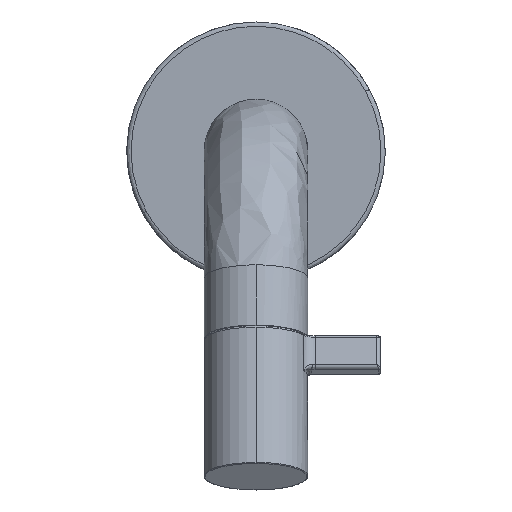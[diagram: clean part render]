
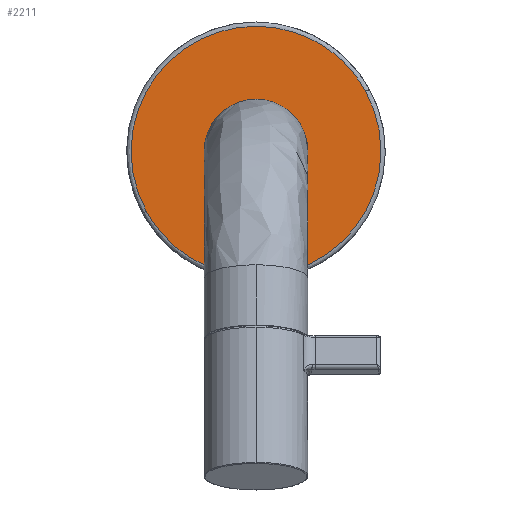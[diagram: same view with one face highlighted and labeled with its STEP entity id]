
A CAD part, top view. The second image highlights one B-rep face of the part: STEP entity #2211.
In plain terms, the highlighted planar face has unit normal (0, 0, 1).
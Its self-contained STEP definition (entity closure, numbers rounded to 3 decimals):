
#36 =( BOUNDED_CURVE ( )  B_SPLINE_CURVE ( 3, ( #828, #94, #1231, #487 ),
 .UNSPECIFIED., .F., .T. ) 
 B_SPLINE_CURVE_WITH_KNOTS ( ( 4, 4 ),
 ( 0., 1. ),
 .UNSPECIFIED. ) 
 CURVE ( )  GEOMETRIC_REPRESENTATION_ITEM ( )  RATIONAL_B_SPLINE_CURVE ( ( 1., 0.333, 0.333, 1. ) ) 
 REPRESENTATION_ITEM ( '' )  );
#56 = EDGE_CURVE ( 'NONE', #2195, #2063, #791, .T. ) ;
#90 = EDGE_CURVE ( 'NONE', #696, #573, #1341, .T. ) ;
#94 = CARTESIAN_POINT ( 'NONE',  ( 53.257, -36.996, 8. ) ) ;
#158 = DIRECTION ( 'NONE',  ( 0., 0., 1. ) ) ;
#165 = AXIS2_PLACEMENT_3D ( 'NONE', #2429, #158, #2061 ) ;
#230 = ORIENTED_EDGE ( 'NONE', *, *, #556, .F. ) ;
#272 = CIRCLE ( 'NONE', #627, 12. ) ;
#301 = CARTESIAN_POINT ( 'NONE',  ( -25.45, -13.903, 8. ) ) ;
#311 = CARTESIAN_POINT ( 'NONE',  ( 12.9, 0., 8. ) ) ;
#487 = CARTESIAN_POINT ( 'NONE',  ( -25.45, -13.903, 8. ) ) ;
#552 = FACE_BOUND ( 'NONE', #1569, .T. ) ;
#556 = EDGE_CURVE ( 'NONE', #2063, #2195, #36, .T. ) ;
#573 = VERTEX_POINT ( 'NONE', #837 ) ;
#627 = AXIS2_PLACEMENT_3D ( 'NONE', #1354, #775, #964 ) ;
#681 = FACE_OUTER_BOUND ( 'NONE', #1681, .T. ) ;
#696 = VERTEX_POINT ( 'NONE', #1485 ) ;
#719 = AXIS2_PLACEMENT_3D ( 'NONE', #311, #1055, #863 ) ;
#732 = CARTESIAN_POINT ( 'NONE',  ( -2.357, 64.803, 8. ) ) ;
#775 = DIRECTION ( 'NONE',  ( 0., 0., 1. ) ) ;
#791 =( BOUNDED_CURVE ( )  B_SPLINE_CURVE ( 3, ( #2073, #1116, #732, #1881 ),
 .UNSPECIFIED., .F., .F. ) 
 B_SPLINE_CURVE_WITH_KNOTS ( ( 4, 4 ),
 ( 0., 1. ),
 .UNSPECIFIED. ) 
 CURVE ( )  GEOMETRIC_REPRESENTATION_ITEM ( )  RATIONAL_B_SPLINE_CURVE ( ( 1., 0.333, 0.333, 1. ) ) 
 REPRESENTATION_ITEM ( '' )  );
#828 = CARTESIAN_POINT ( 'NONE',  ( 25.45, 13.903, 8. ) ) ;
#837 = CARTESIAN_POINT ( 'NONE',  ( 0., -12., 8. ) ) ;
#863 = DIRECTION ( 'NONE',  ( 0., -1., 0. ) ) ;
#885 = ORIENTED_EDGE ( 'NONE', *, *, #90, .F. ) ;
#964 = DIRECTION ( 'NONE',  ( 1., 0., 0. ) ) ;
#1055 = DIRECTION ( 'NONE',  ( 0., 0., 1. ) ) ;
#1116 = CARTESIAN_POINT ( 'NONE',  ( -53.257, 36.996, 8. ) ) ;
#1231 = CARTESIAN_POINT ( 'NONE',  ( 2.357, -64.803, 8. ) ) ;
#1341 = CIRCLE ( 'NONE', #165, 12. ) ;
#1354 = CARTESIAN_POINT ( 'NONE',  ( 0., 0., 8. ) ) ;
#1362 = EDGE_CURVE ( 'NONE', #573, #696, #272, .T. ) ;
#1431 = CARTESIAN_POINT ( 'NONE',  ( 25.45, 13.903, 8. ) ) ;
#1485 = CARTESIAN_POINT ( 'NONE',  ( 0., 12., 8. ) ) ;
#1569 = EDGE_LOOP ( 'NONE', ( #2341, #885 ) ) ;
#1681 = EDGE_LOOP ( 'NONE', ( #230, #2124 ) ) ;
#1824 = PLANE ( 'NONE',  #719 ) ;
#1881 = CARTESIAN_POINT ( 'NONE',  ( 25.45, 13.903, 8. ) ) ;
#2061 = DIRECTION ( 'NONE',  ( 1., 0., 0. ) ) ;
#2063 = VERTEX_POINT ( 'NONE', #1431 ) ;
#2073 = CARTESIAN_POINT ( 'NONE',  ( -25.45, -13.903, 8. ) ) ;
#2124 = ORIENTED_EDGE ( 'NONE', *, *, #56, .F. ) ;
#2195 = VERTEX_POINT ( 'NONE', #301 ) ;
#2211 = ADVANCED_FACE ( 'NONE', ( #552, #681 ), #1824, .T. ) ;
#2341 = ORIENTED_EDGE ( 'NONE', *, *, #1362, .F. ) ;
#2429 = CARTESIAN_POINT ( 'NONE',  ( 0., 0., 8. ) ) ;
